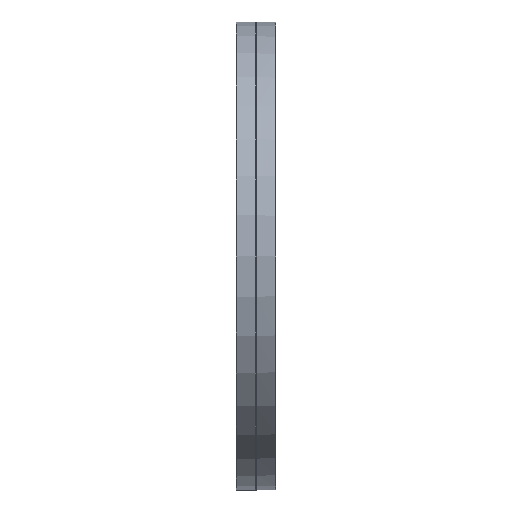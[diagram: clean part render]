
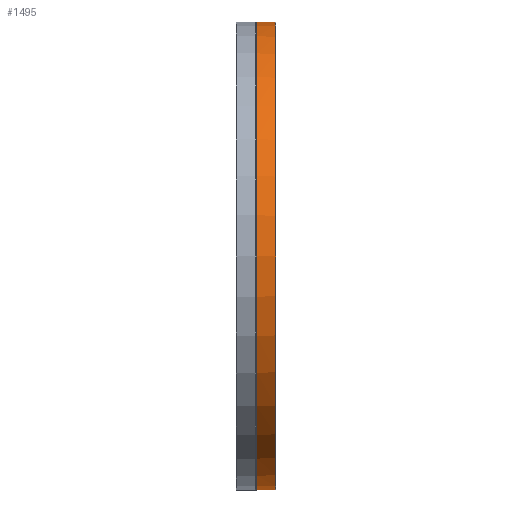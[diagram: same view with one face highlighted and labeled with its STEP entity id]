
A CAD part, front view. The second image highlights one B-rep face of the part: STEP entity #1495.
In plain terms, the highlighted cylindrical face has radius 152.4 mm (diameter 304.8 mm), a full revolution.
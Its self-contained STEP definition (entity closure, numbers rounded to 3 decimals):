
#109 = CARTESIAN_POINT ( 'NONE',  ( -1.279, 0.933, -152.397 ) ) ;
#122 = CARTESIAN_POINT ( 'NONE',  ( -0.938, -1.403, 152.394 ) ) ;
#179 = AXIS2_PLACEMENT_3D ( 'NONE', #1314, #2457, #1491 ) ;
#303 = CARTESIAN_POINT ( 'NONE',  ( -0.3, -1.833, 152.389 ) ) ;
#311 = CARTESIAN_POINT ( 'NONE',  ( -0.644, -1.652, 152.391 ) ) ;
#355 = CARTESIAN_POINT ( 'NONE',  ( -1.5, 0.195, 152.4 ) ) ;
#466 = FACE_OUTER_BOUND ( 'NONE', #963, .T. ) ;
#482 = EDGE_CURVE ( 'NONE', #2069, #2069, #2029, .T. ) ;
#491 = CARTESIAN_POINT ( 'NONE',  ( 0., 0., 0. ) ) ;
#492 = ORIENTED_EDGE ( 'NONE', *, *, #896, .T. ) ;
#519 = EDGE_CURVE ( 'NONE', #1762, #2267, #2364, .T. ) ;
#521 = CARTESIAN_POINT ( 'NONE',  ( -1.472, -0.385, 152.4 ) ) ;
#544 = CARTESIAN_POINT ( 'NONE',  ( -1.5, -0.193, 152.4 ) ) ;
#549 = CARTESIAN_POINT ( 'NONE',  ( -1.5, -0.193, -152.4 ) ) ;
#594 = CYLINDRICAL_SURFACE ( 'NONE', #1226, 152.4 ) ;
#644 = FACE_OUTER_BOUND ( 'NONE', #1342, .T. ) ;
#705 = CARTESIAN_POINT ( 'NONE',  ( -1.362, -0.755, -152.398 ) ) ;
#728 = CARTESIAN_POINT ( 'NONE',  ( -0.938, -1.403, -152.394 ) ) ;
#732 = CIRCLE ( 'NONE', #1410, 152.4 ) ;
#739 = CARTESIAN_POINT ( 'NONE',  ( -0.644, 1.652, 152.391 ) ) ;
#741 = CARTESIAN_POINT ( 'NONE',  ( -0.644, -1.652, -152.391 ) ) ;
#815 = ORIENTED_EDGE ( 'NONE', *, *, #519, .T. ) ;
#872 = CARTESIAN_POINT ( 'NONE',  ( -0.3, 1.833, -152.389 ) ) ;
#896 = EDGE_CURVE ( 'NONE', #967, #1762, #2446, .T. ) ;
#908 = CARTESIAN_POINT ( 'NONE',  ( -0.477, -1.756, 152.39 ) ) ;
#920 = CARTESIAN_POINT ( 'NONE',  ( -0.3, -1.833, -152.389 ) ) ;
#929 = CARTESIAN_POINT ( 'NONE',  ( -1.069, -1.256, -152.395 ) ) ;
#944 = AXIS2_PLACEMENT_3D ( 'NONE', #1110, #2098, #1674 ) ;
#963 = EDGE_LOOP ( 'NONE', ( #1754 ) ) ;
#967 = VERTEX_POINT ( 'NONE', #2099 ) ;
#1033 = ORIENTED_EDGE ( 'NONE', *, *, #2366, .F. ) ;
#1066 = CARTESIAN_POINT ( 'NONE',  ( -0.644, 1.652, -152.391 ) ) ;
#1080 = CARTESIAN_POINT ( 'NONE',  ( -1.068, 1.257, -152.395 ) ) ;
#1110 = CARTESIAN_POINT ( 'NONE',  ( -0.3, 0., 0. ) ) ;
#1112 = CARTESIAN_POINT ( 'NONE',  ( -0.477, -1.756, -152.39 ) ) ;
#1116 = CARTESIAN_POINT ( 'NONE',  ( -0.476, 1.756, 152.39 ) ) ;
#1140 = CARTESIAN_POINT ( 'NONE',  ( -0.3, 0., 0. ) ) ;
#1159 = DIRECTION ( 'NONE',  ( -1., 0., 0. ) ) ;
#1226 = AXIS2_PLACEMENT_3D ( 'NONE', #491, #2275, #2065 ) ;
#1288 = CARTESIAN_POINT ( 'NONE',  ( -0.476, 1.756, -152.39 ) ) ;
#1291 = CARTESIAN_POINT ( 'NONE',  ( -1.362, -0.755, 152.398 ) ) ;
#1302 = CARTESIAN_POINT ( 'NONE',  ( -1.068, 1.257, 152.395 ) ) ;
#1314 = CARTESIAN_POINT ( 'NONE',  ( -12.4, 0., 0. ) ) ;
#1342 = EDGE_LOOP ( 'NONE', ( #492, #815, #1033, #2212 ) ) ;
#1410 = AXIS2_PLACEMENT_3D ( 'NONE', #1140, #1159, #2322 ) ;
#1480 = CARTESIAN_POINT ( 'NONE',  ( -1.361, 0.758, -152.398 ) ) ;
#1491 = DIRECTION ( 'NONE',  ( 0., 1., 0. ) ) ;
#1495 = ADVANCED_FACE ( 'NONE', ( #466, #644 ), #594, .T. ) ;
#1525 = CARTESIAN_POINT ( 'NONE',  ( -1.361, 0.758, 152.398 ) ) ;
#1535 = CARTESIAN_POINT ( 'NONE',  ( -1.279, 0.933, 152.397 ) ) ;
#1674 = DIRECTION ( 'NONE',  ( 0., 1., 0. ) ) ;
#1707 = CARTESIAN_POINT ( 'NONE',  ( -1.472, 0.385, 152.4 ) ) ;
#1718 = CARTESIAN_POINT ( 'NONE',  ( -1.279, -0.934, 152.397 ) ) ;
#1752 = CARTESIAN_POINT ( 'NONE',  ( -0.3, 1.833, 152.389 ) ) ;
#1754 = ORIENTED_EDGE ( 'NONE', *, *, #482, .T. ) ;
#1762 = VERTEX_POINT ( 'NONE', #2285 ) ;
#1832 = CARTESIAN_POINT ( 'NONE',  ( -12.4, 152.4, 0. ) ) ;
#1863 = EDGE_CURVE ( 'NONE', #1975, #967, #732, .T. ) ;
#1916 = CARTESIAN_POINT ( 'NONE',  ( -0.3, 1.833, 152.389 ) ) ;
#1975 = VERTEX_POINT ( 'NONE', #1752 ) ;
#2029 = CIRCLE ( 'NONE', #179, 152.4 ) ;
#2044 = B_SPLINE_CURVE_WITH_KNOTS ( 'NONE', 3,
 ( #1916, #1116, #739, #2489, #1302, #1535, #1525, #1707, #355, #544, #521, #1291, #1718, #2075, #122, #311, #908, #2273 ),
 .UNSPECIFIED., .F., .F.,
 ( 4, 2, 2, 2, 2, 2, 2, 2, 4 ),
 ( 0., 0.001, 0.001, 0.002, 0.003, 0.003, 0.004, 0.004, 0.005 ),
 .UNSPECIFIED. ) ;
#2065 = DIRECTION ( 'NONE',  ( 0., 1., 0. ) ) ;
#2069 = VERTEX_POINT ( 'NONE', #1832 ) ;
#2075 = CARTESIAN_POINT ( 'NONE',  ( -1.069, -1.256, 152.395 ) ) ;
#2098 = DIRECTION ( 'NONE',  ( -1., 0., 0. ) ) ;
#2099 = CARTESIAN_POINT ( 'NONE',  ( -0.3, 1.833, -152.389 ) ) ;
#2212 = ORIENTED_EDGE ( 'NONE', *, *, #1863, .T. ) ;
#2255 = CARTESIAN_POINT ( 'NONE',  ( -0.938, 1.403, -152.394 ) ) ;
#2267 = VERTEX_POINT ( 'NONE', #303 ) ;
#2273 = CARTESIAN_POINT ( 'NONE',  ( -0.3, -1.833, 152.389 ) ) ;
#2275 = DIRECTION ( 'NONE',  ( 1., 0., 0. ) ) ;
#2282 = CARTESIAN_POINT ( 'NONE',  ( -1.472, 0.385, -152.4 ) ) ;
#2285 = CARTESIAN_POINT ( 'NONE',  ( -0.3, -1.833, -152.389 ) ) ;
#2305 = CARTESIAN_POINT ( 'NONE',  ( -1.279, -0.934, -152.397 ) ) ;
#2322 = DIRECTION ( 'NONE',  ( 0., 1., 0. ) ) ;
#2364 = CIRCLE ( 'NONE', #944, 152.4 ) ;
#2366 = EDGE_CURVE ( 'NONE', #1975, #2267, #2044, .T. ) ;
#2446 = B_SPLINE_CURVE_WITH_KNOTS ( 'NONE', 3,
 ( #872, #1288, #1066, #2255, #1080, #109, #1480, #2282, #2509, #549, #2471, #705, #2305, #929, #728, #741, #1112, #920 ),
 .UNSPECIFIED., .F., .F.,
 ( 4, 2, 2, 2, 2, 2, 2, 2, 4 ),
 ( 0., 0.001, 0.001, 0.002, 0.003, 0.003, 0.004, 0.004, 0.005 ),
 .UNSPECIFIED. ) ;
#2457 = DIRECTION ( 'NONE',  ( 1., 0., 0. ) ) ;
#2471 = CARTESIAN_POINT ( 'NONE',  ( -1.472, -0.385, -152.4 ) ) ;
#2489 = CARTESIAN_POINT ( 'NONE',  ( -0.938, 1.403, 152.394 ) ) ;
#2509 = CARTESIAN_POINT ( 'NONE',  ( -1.5, 0.195, -152.4 ) ) ;
